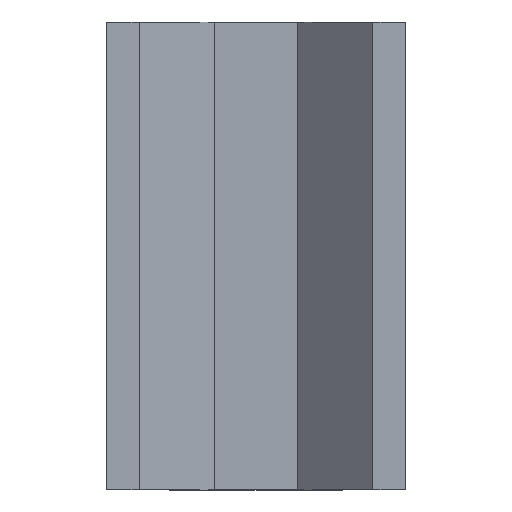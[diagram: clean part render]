
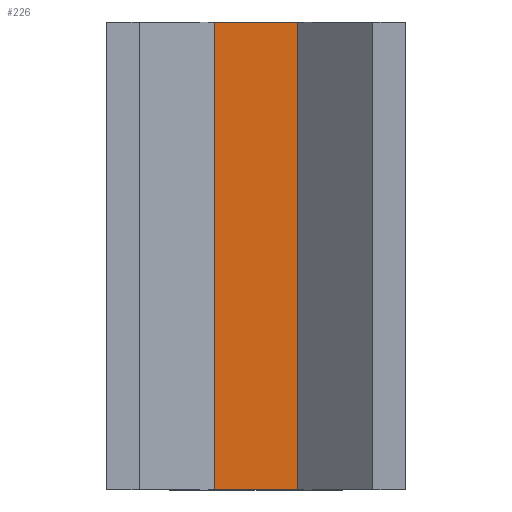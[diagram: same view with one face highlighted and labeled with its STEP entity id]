
A CAD part, top view. The second image highlights one B-rep face of the part: STEP entity #226.
In plain terms, the highlighted planar face has unit normal (0, 0, 1).
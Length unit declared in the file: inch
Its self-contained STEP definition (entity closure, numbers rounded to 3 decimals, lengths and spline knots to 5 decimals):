
#20=FACE_OUTER_BOUND('',#32,.T.);
#32=EDGE_LOOP('',(#181,#182,#183,#184));
#47=LINE('',#335,#77);
#51=LINE('',#344,#81);
#62=LINE('',#364,#92);
#63=LINE('',#366,#93);
#77=VECTOR('',#271,0.3937);
#81=VECTOR('',#277,0.3937);
#92=VECTOR('',#294,0.3937);
#93=VECTOR('',#297,0.3937);
#107=VERTEX_POINT('',#332);
#108=VERTEX_POINT('',#334);
#111=VERTEX_POINT('',#341);
#112=VERTEX_POINT('',#343);
#127=EDGE_CURVE('',#108,#107,#47,.T.);
#131=EDGE_CURVE('',#112,#111,#51,.T.);
#142=EDGE_CURVE('',#111,#108,#62,.T.);
#143=EDGE_CURVE('',#112,#107,#63,.T.);
#181=ORIENTED_EDGE('',*,*,#127,.T.);
#182=ORIENTED_EDGE('',*,*,#143,.F.);
#183=ORIENTED_EDGE('',*,*,#131,.T.);
#184=ORIENTED_EDGE('',*,*,#142,.T.);
#214=PLANE('',#252);
#226=ADVANCED_FACE('',(#20),#214,.T.);
#252=AXIS2_PLACEMENT_3D('',#365,#295,#296);
#271=DIRECTION('',(-1.,0.,0.));
#277=DIRECTION('',(1.,0.,0.));
#294=DIRECTION('',(0.,1.,0.));
#295=DIRECTION('center_axis',(0.,0.,1.));
#296=DIRECTION('ref_axis',(1.,0.,0.));
#297=DIRECTION('',(0.,1.,0.));
#332=CARTESIAN_POINT('',(-2.80025,84.,-10.));
#334=CARTESIAN_POINT('',(2.80025,84.,-10.));
#335=CARTESIAN_POINT('',(3.59987,84.,-10.));
#341=CARTESIAN_POINT('',(2.80025,52.75,-10.));
#343=CARTESIAN_POINT('',(-2.80025,52.75,-10.));
#344=CARTESIAN_POINT('',(-6.40013,52.75,-10.));
#364=CARTESIAN_POINT('',(2.80025,21.25,-10.));
#365=CARTESIAN_POINT('Origin',(-2.80025,21.25,-10.));
#366=CARTESIAN_POINT('',(-2.80025,21.25,-10.));
